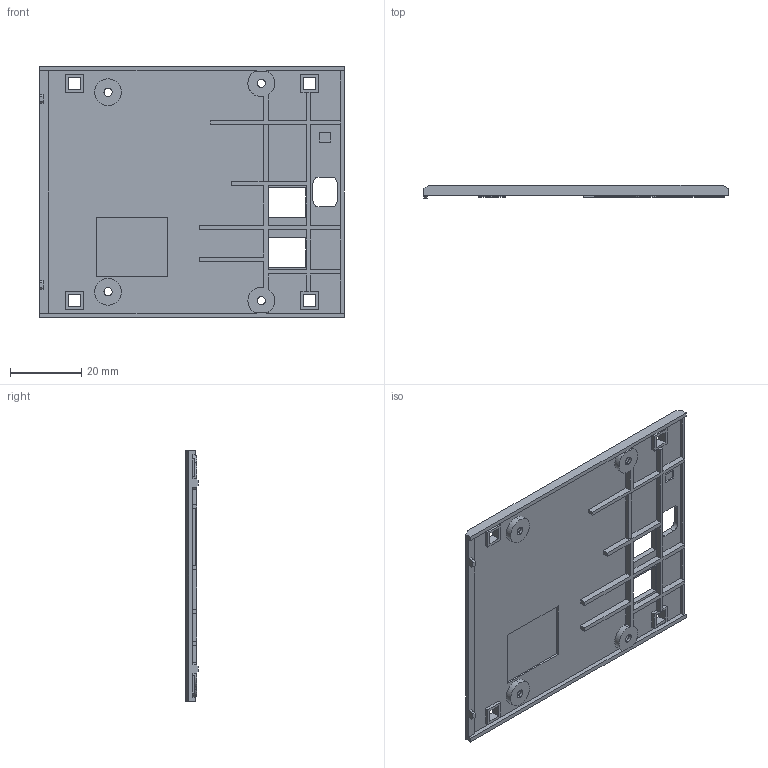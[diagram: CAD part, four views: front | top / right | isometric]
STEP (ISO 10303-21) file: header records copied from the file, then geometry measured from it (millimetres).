
FILE_DESCRIPTION (( 'STEP AP203' ), '1' );
FILE_NAME ('bottom_lid.STEP', '2025-10-10T23:46:01', ( '' ), ( '' ), 'SwSTEP 2.0', 'SolidWorks 2014', '' );
FILE_SCHEMA (( 'CONFIG_CONTROL_DESIGN' ));
Length unit declared in the file: millimetre
Products named in the file (1): bottom_lid
Bounding box: 85.52 x 3.6 x 70.4 mm (x, y, z)
Volume: 9339.7 mm3; surface area: 13942.5 mm2
Topology: 1 solids, 1 shells, 195 faces, 525 edges, 344 vertices
Faces by surface type: plane 156, cylinder 31, cone 8
Entity records: 6150 total; most frequent: CARTESIAN_POINT 1065, ORIENTED_EDGE 1050, DIRECTION 991, EDGE_CURVE 525, LINE 451, VECTOR 451, VERTEX_POINT 344, AXIS2_PLACEMENT_3D 270
